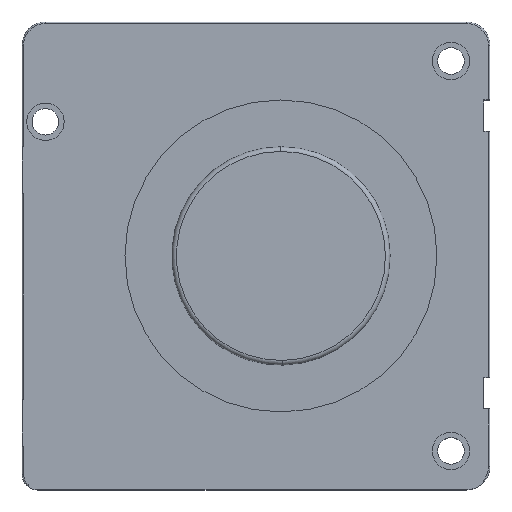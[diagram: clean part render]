
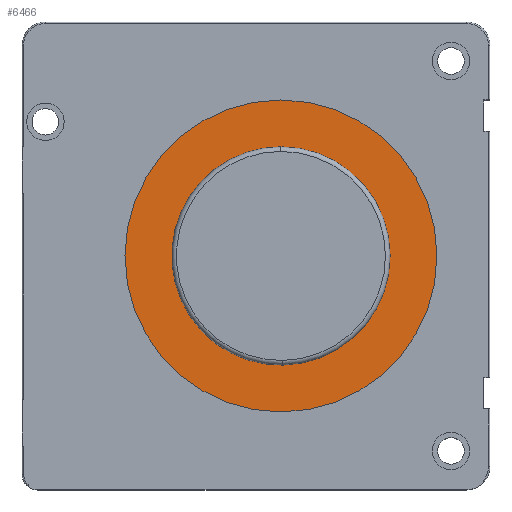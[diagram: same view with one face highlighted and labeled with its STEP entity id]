
A CAD part, top view. The second image highlights one B-rep face of the part: STEP entity #6466.
In plain terms, the highlighted planar face has unit normal (0, 0, 1).
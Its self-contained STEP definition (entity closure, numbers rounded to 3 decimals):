
#2161=CARTESIAN_POINT('',(0.,0.,2.9));
#2162=DIRECTION('',(0.,0.,1.));
#2163=DIRECTION('',(1.,0.,0.));
#2164=AXIS2_PLACEMENT_3D('',#2161,#2162,#2163);
#2166=CARTESIAN_POINT('',(0.,0.,2.9));
#2167=DIRECTION('',(0.,0.,1.));
#2168=DIRECTION('',(-1.,0.,0.));
#2169=AXIS2_PLACEMENT_3D('',#2166,#2167,#2168);
#2179=CARTESIAN_POINT('',(0.,0.,2.9));
#2180=DIRECTION('',(0.,0.,-1.));
#2181=DIRECTION('',(0.,1.,0.));
#2182=AXIS2_PLACEMENT_3D('',#2179,#2180,#2181);
#2192=CARTESIAN_POINT('',(0.,0.,2.9));
#2193=DIRECTION('',(0.,0.,1.));
#2194=DIRECTION('',(0.,1.,0.));
#2195=AXIS2_PLACEMENT_3D('',#2192,#2193,#2194);
#3509=CARTESIAN_POINT('',(0.,7.,2.9));
#3510=CARTESIAN_POINT('',(0.096,-6.999,2.9));
#3511=VERTEX_POINT('',#3509);
#3512=VERTEX_POINT('',#3510);
#3549=CARTESIAN_POINT('',(10.,0.,2.9));
#3550=CARTESIAN_POINT('',(-10.,0.,2.9));
#3551=VERTEX_POINT('',#3549);
#3552=VERTEX_POINT('',#3550);
#6450=CARTESIAN_POINT('',(0.,0.,2.9));
#6451=DIRECTION('',(0.,0.,-1.));
#6452=DIRECTION('',(-1.,0.,0.));
#6453=AXIS2_PLACEMENT_3D('',#6450,#6451,#6452);
#6454=PLANE('',#6453);
#6455=ORIENTED_EDGE('',*,*,#6440,.F.);
#6457=ORIENTED_EDGE('',*,*,#6456,.F.);
#6458=EDGE_LOOP('',(#6455,#6457));
#6459=FACE_OUTER_BOUND('',#6458,.F.);
#6461=ORIENTED_EDGE('',*,*,#6460,.F.);
#6463=ORIENTED_EDGE('',*,*,#6462,.T.);
#6464=EDGE_LOOP('',(#6461,#6463));
#6465=FACE_BOUND('',#6464,.F.);
#6466=ADVANCED_FACE('',(#6459,#6465),#6454,.F.);
#2165=CIRCLE('',#2164,10.);
#2170=CIRCLE('',#2169,10.);
#2183=CIRCLE('',#2182,7.);
#2196=CIRCLE('',#2195,7.);
#6440=EDGE_CURVE('',#3551,#3552,#2165,.T.);
#6456=EDGE_CURVE('',#3552,#3551,#2170,.T.);
#6460=EDGE_CURVE('',#3511,#3512,#2183,.T.);
#6462=EDGE_CURVE('',#3511,#3512,#2196,.T.);
